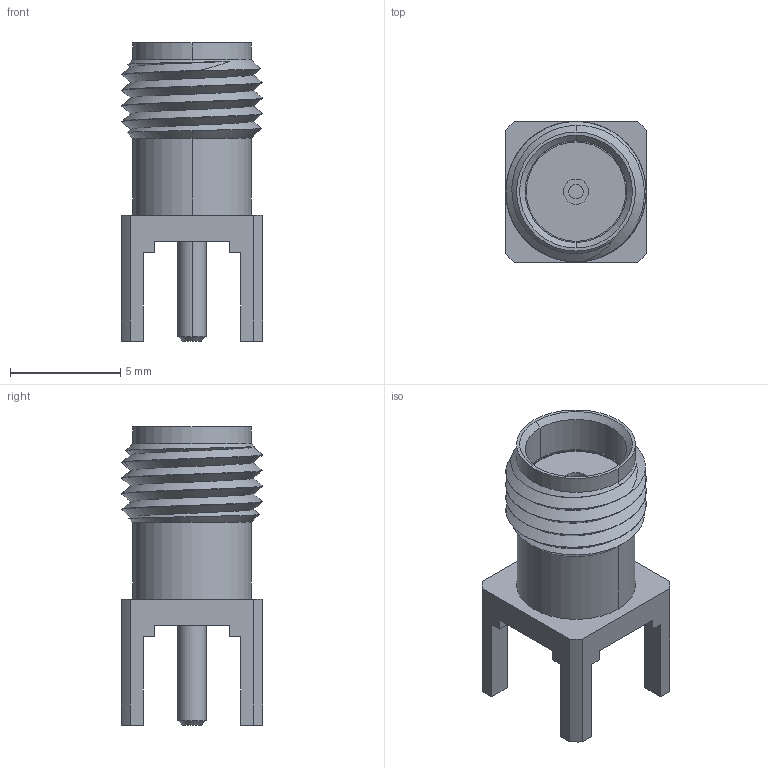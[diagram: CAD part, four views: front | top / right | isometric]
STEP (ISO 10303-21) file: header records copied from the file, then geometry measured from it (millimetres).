
FILE_DESCRIPTION((''),'2;1');
FILE_NAME('C-5-1814832-1','2011-07-25T',('workeradm'),(''),'PRO/ENGINEER BY PARAMETRIC TECHNOLOGY CORPORATION, 2010430','PRO/ENGINEER BY PARAMETRIC TECHNOLOGY CORPORATION, 2010430','');
FILE_SCHEMA(('AUTOMOTIVE_DESIGN { 1 0 10303 214 1 1 1 1 }'));
Length unit declared in the file: millimetre
Products named in the file (1): C-5-1814832-1
Bounding box: 6.4 x 6.4 x 13.5 mm (x, y, z)
Volume: 233.9 mm3; surface area: 400.2 mm2
Topology: 1 solids, 1 shells, 73 faces, 186 edges, 121 vertices
Faces by surface type: plane 36, cylinder 25, cone 8, bspline 4
Entity records: 3671 total; most frequent: CARTESIAN_POINT 1720, ORIENTED_EDGE 372, DIRECTION 340, EDGE_CURVE 186, VERTEX_POINT 121, VECTOR 118, LINE 118, AXIS2_PLACEMENT_3D 111
